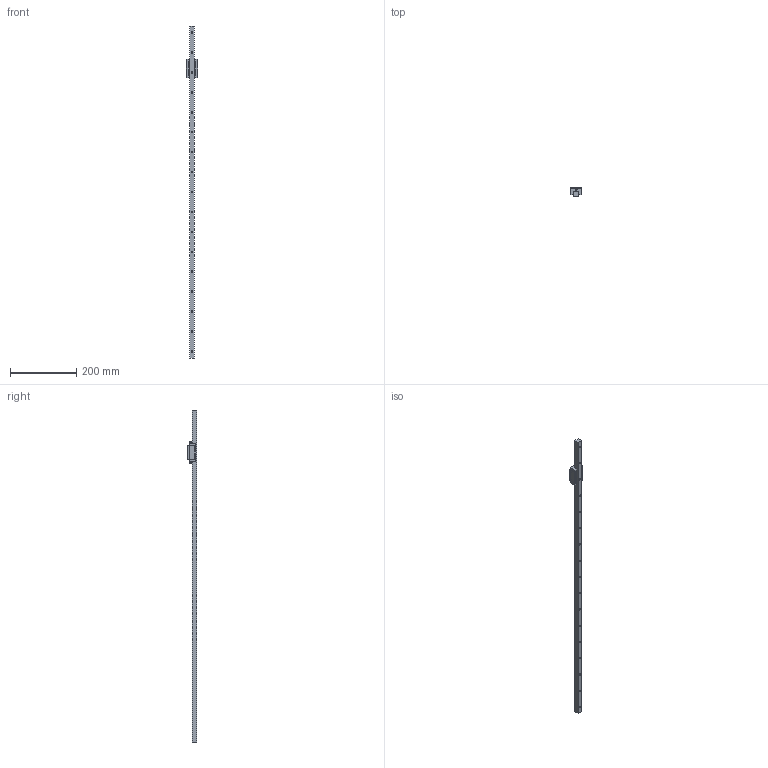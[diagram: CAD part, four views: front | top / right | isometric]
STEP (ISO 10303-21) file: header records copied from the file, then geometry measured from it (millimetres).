
FILE_DESCRIPTION((''),'2;1');
FILE_NAME('BRS15-R0_MISUMI_ASM','2013-03-29T',('SM6131'),(''),'PRO/ENGINEER BY PARAMETRIC TECHNOLOGY CORPORATION, 2009460','PRO/ENGINEER BY PARAMETRIC TECHNOLOGY CORPORATION, 2009460','');
FILE_SCHEMA(('CONFIG_CONTROL_DESIGN'));
Length unit declared in the file: millimetre
Products named in the file (5): BRR15_MISUMI; BRC15-R0; VN-SA-D1-05-00; BR15C-R0_17_ASM; BRS15-R0_MISUMI_ASM
Assembly tree (5 placements, depth 3):
  BRS15-R0_MISUMI_ASM
    BRR15_MISUMI
    BR15C-R0_17_ASM
      BRC15-R0
      VN-SA-D1-05-00  x2
Bounding box: 33.95 x 28.2 x 1000 mm (x, y, z)
Volume: 232770.6 mm3; surface area: 73868.2 mm2
Topology: 4 solids, 12 shells, 233 faces, 552 edges, 356 vertices
Faces by surface type: cylinder 114, plane 95, cone 20, bspline 4
Entity records: 6520 total; most frequent: DIRECTION 1192, CARTESIAN_POINT 1126, ORIENTED_EDGE 1000, EDGE_CURVE 508, AXIS2_PLACEMENT_3D 456, VERTEX_POINT 334, VECTOR 280, LINE 280
